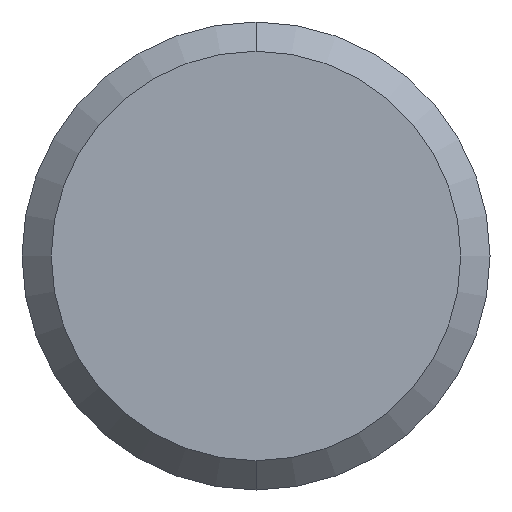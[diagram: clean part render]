
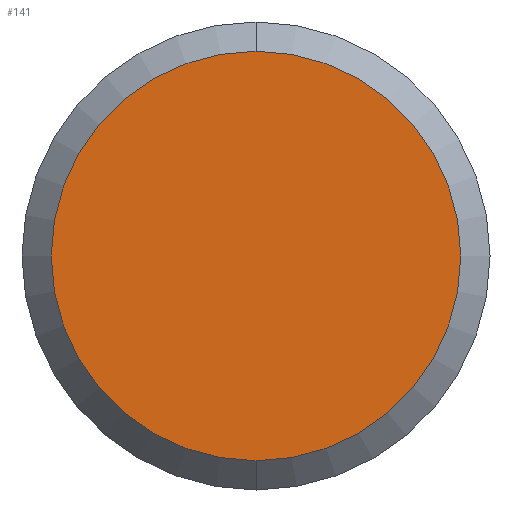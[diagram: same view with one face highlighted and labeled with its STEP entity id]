
A CAD part, front view. The second image highlights one B-rep face of the part: STEP entity #141.
In plain terms, the highlighted planar face has unit normal (0, -1, 0).
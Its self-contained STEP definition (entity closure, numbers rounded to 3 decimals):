
#4 = VERTEX_POINT ( 'NONE', #87 ) ;
#26 = AXIS2_PLACEMENT_3D ( 'NONE', #152, #93, #53 ) ;
#27 = DIRECTION ( 'NONE',  ( 0., 0., 1. ) ) ;
#31 = PLANE ( 'NONE',  #230 ) ;
#44 = EDGE_CURVE ( 'NONE', #4, #257, #177, .T. ) ;
#47 = CARTESIAN_POINT ( 'NONE',  ( 0., 0., 0. ) ) ;
#53 = DIRECTION ( 'NONE',  ( 0., 0., 1. ) ) ;
#62 = EDGE_CURVE ( 'NONE', #257, #4, #258, .T. ) ;
#65 = EDGE_LOOP ( 'NONE', ( #142, #256 ) ) ;
#69 = DIRECTION ( 'NONE',  ( 0., 0., 1. ) ) ;
#87 = CARTESIAN_POINT ( 'NONE',  ( 0., 0., -3.5 ) ) ;
#93 = DIRECTION ( 'NONE',  ( 0., -1., 0. ) ) ;
#111 = FACE_OUTER_BOUND ( 'NONE', #65, .T. ) ;
#127 = CARTESIAN_POINT ( 'NONE',  ( 0., 0., 0. ) ) ;
#141 = ADVANCED_FACE ( 'NONE', ( #111 ), #31, .F. ) ;
#142 = ORIENTED_EDGE ( 'NONE', *, *, #62, .T. ) ;
#152 = CARTESIAN_POINT ( 'NONE',  ( 0., 0., 0. ) ) ;
#177 = CIRCLE ( 'NONE', #270, 3.5 ) ;
#230 = AXIS2_PLACEMENT_3D ( 'NONE', #127, #237, #27 ) ;
#237 = DIRECTION ( 'NONE',  ( 0., 1., 0. ) ) ;
#245 = CARTESIAN_POINT ( 'NONE',  ( 0., 0., 3.5 ) ) ;
#256 = ORIENTED_EDGE ( 'NONE', *, *, #44, .T. ) ;
#257 = VERTEX_POINT ( 'NONE', #245 ) ;
#258 = CIRCLE ( 'NONE', #26, 3.5 ) ;
#261 = DIRECTION ( 'NONE',  ( 0., -1., 0. ) ) ;
#270 = AXIS2_PLACEMENT_3D ( 'NONE', #47, #261, #69 ) ;
